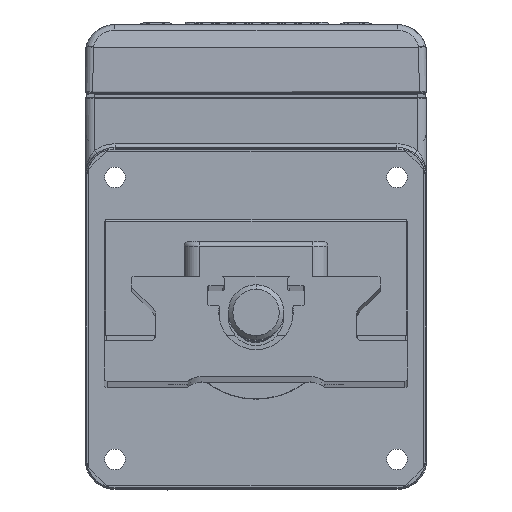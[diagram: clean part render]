
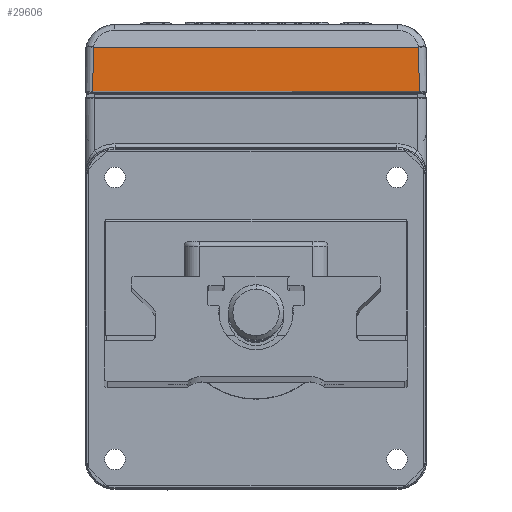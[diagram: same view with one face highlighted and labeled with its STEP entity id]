
A CAD part, top view. The second image highlights one B-rep face of the part: STEP entity #29606.
In plain terms, the highlighted planar face has unit normal (0, -0.018, -1).
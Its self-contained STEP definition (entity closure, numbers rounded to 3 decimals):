
#426 = AXIS2_PLACEMENT_3D ( 'NONE', #13803, #48566, #58992 ) ;
#1092 = EDGE_CURVE ( 'NONE', #18111, #39585, #30717, .T. ) ;
#1415 = VERTEX_POINT ( 'NONE', #41669 ) ;
#1777 = PLANE ( 'NONE',  #426 ) ;
#4077 = DIRECTION ( 'NONE',  ( -0.017, 1., -0.017 ) ) ;
#4828 = VECTOR ( 'NONE', #42163, 1000. ) ;
#8387 = ORIENTED_EDGE ( 'NONE', *, *, #42387, .F. ) ;
#8763 = VECTOR ( 'NONE', #34944, 1000. ) ;
#12171 = CARTESIAN_POINT ( 'NONE',  ( -34.018, 38.02, 21.809 ) ) ;
#13803 = CARTESIAN_POINT ( 'NONE',  ( 20.915, 38.02, 21.809 ) ) ;
#14753 = VERTEX_POINT ( 'NONE', #26842 ) ;
#16657 = EDGE_LOOP ( 'NONE', ( #27865, #58246, #42946, #8387 ) ) ;
#17744 = FACE_OUTER_BOUND ( 'NONE', #16657, .T. ) ;
#18047 = VECTOR ( 'NONE', #49747, 1000. ) ;
#18111 = VERTEX_POINT ( 'NONE', #12171 ) ;
#19827 = VECTOR ( 'NONE', #4077, 1000. ) ;
#22309 = CARTESIAN_POINT ( 'NONE',  ( -33.954, 41.728, 21.745 ) ) ;
#26842 = CARTESIAN_POINT ( 'NONE',  ( 20.459, 45.384, 21.681 ) ) ;
#27865 = ORIENTED_EDGE ( 'NONE', *, *, #46705, .F. ) ;
#29606 = ADVANCED_FACE ( 'NONE', ( #17744 ), #1777, .F. ) ;
#29958 = LINE ( 'NONE', #58899, #18047 ) ;
#30717 = LINE ( 'NONE', #54419, #8763 ) ;
#32723 = EDGE_CURVE ( 'NONE', #1415, #18111, #37585, .T. ) ;
#34944 = DIRECTION ( 'NONE',  ( 1., 0., 0. ) ) ;
#37585 = LINE ( 'NONE', #22309, #4828 ) ;
#39585 = VERTEX_POINT ( 'NONE', #58938 ) ;
#39854 = LINE ( 'NONE', #59040, #19827 ) ;
#41669 = CARTESIAN_POINT ( 'NONE',  ( -33.89, 45.384, 21.681 ) ) ;
#42163 = DIRECTION ( 'NONE',  ( -0.017, -1., 0.017 ) ) ;
#42387 = EDGE_CURVE ( 'NONE', #14753, #1415, #29958, .T. ) ;
#42946 = ORIENTED_EDGE ( 'NONE', *, *, #32723, .F. ) ;
#46705 = EDGE_CURVE ( 'NONE', #39585, #14753, #39854, .T. ) ;
#48566 = DIRECTION ( 'NONE',  ( 0., 0.017, 1. ) ) ;
#49747 = DIRECTION ( 'NONE',  ( -1., 0., 0. ) ) ;
#54419 = CARTESIAN_POINT ( 'NONE',  ( -6.715, 38.02, 21.809 ) ) ;
#58246 = ORIENTED_EDGE ( 'NONE', *, *, #1092, .F. ) ;
#58899 = CARTESIAN_POINT ( 'NONE',  ( -6.715, 45.384, 21.681 ) ) ;
#58938 = CARTESIAN_POINT ( 'NONE',  ( 20.587, 38.02, 21.809 ) ) ;
#58992 = DIRECTION ( 'NONE',  ( 0., 1., -0.017 ) ) ;
#59040 = CARTESIAN_POINT ( 'NONE',  ( 20.523, 41.728, 21.745 ) ) ;
